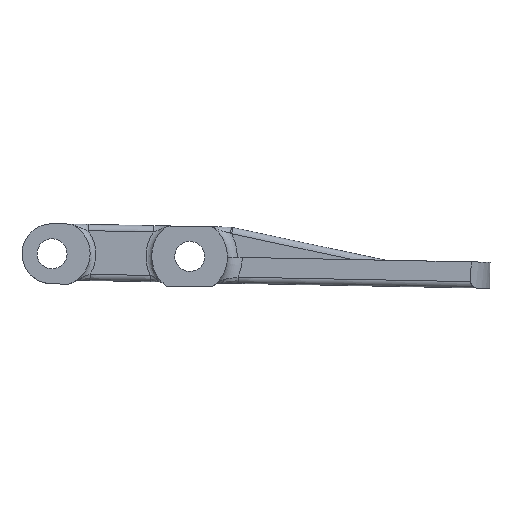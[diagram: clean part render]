
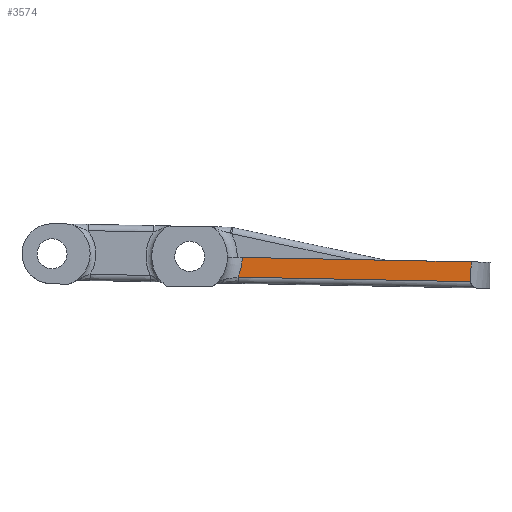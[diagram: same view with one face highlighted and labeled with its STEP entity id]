
A CAD part, left-side view. The second image highlights one B-rep face of the part: STEP entity #3574.
In plain terms, the highlighted planar face has unit normal (-1, 0, 0).
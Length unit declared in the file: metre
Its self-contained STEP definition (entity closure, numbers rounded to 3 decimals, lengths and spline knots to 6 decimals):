
#1772 = PLANE('',#1773);
#1773 = AXIS2_PLACEMENT_3D('',#1774,#1775,#1776);
#1774 = CARTESIAN_POINT('',(28.,-119.977684,37.385837));
#1775 = DIRECTION('',(0.,-0.019,1.));
#1776 = DIRECTION('',(-1.,0.,0.));
#2540 = TOROIDAL_SURFACE('',#2541,21.,6.);
#2541 = AXIS2_PLACEMENT_3D('',#2542,#2543,#2544);
#2542 = CARTESIAN_POINT('',(-26.,0.,39.7));
#2543 = DIRECTION('',(-1.,-0.,0.));
#2544 = DIRECTION('',(0.,-0.575,-0.818));
#3399 = VERTEX_POINT('',#3400);
#3400 = CARTESIAN_POINT('',(-20.,-20.996095,39.295021));
#3426 = EDGE_CURVE('',#3427,#3399,#3429,.T.);
#3427 = VERTEX_POINT('',#3428);
#3428 = CARTESIAN_POINT('',(-20.000001,-19.301455,
    31.426241));
#3429 = SURFACE_CURVE('',#3430,(#3435,#3442),.PCURVE_S1.);
#3430 = CIRCLE('',#3431,21.);
#3431 = AXIS2_PLACEMENT_3D('',#3432,#3433,#3434);
#3432 = CARTESIAN_POINT('',(-20.,0.,39.7));
#3433 = DIRECTION('',(-1.,-0.,0.));
#3434 = DIRECTION('',(0.,-0.919,-0.394));
#3435 = PCURVE('',#2540,#3436);
#3436 = DEFINITIONAL_REPRESENTATION('',(#3437),#3441);
#3437 = LINE('',#3438,#3439);
#3438 = CARTESIAN_POINT('',(-5.73,4.712));
#3439 = VECTOR('',#3440,1.);
#3440 = DIRECTION('',(1.,0.));
#3441 = ( GEOMETRIC_REPRESENTATION_CONTEXT(2) 
PARAMETRIC_REPRESENTATION_CONTEXT() REPRESENTATION_CONTEXT('2D SPACE',''
  ) );
#3442 = PCURVE('',#3443,#3448);
#3443 = PLANE('',#3444);
#3444 = AXIS2_PLACEMENT_3D('',#3445,#3446,#3447);
#3445 = CARTESIAN_POINT('',(-20.,0.,39.7));
#3446 = DIRECTION('',(-1.,0.,0.));
#3447 = DIRECTION('',(0.,0.,1.));
#3448 = DEFINITIONAL_REPRESENTATION('',(#3449),#3453);
#3449 = CIRCLE('',#3450,21.);
#3450 = AXIS2_PLACEMENT_2D('',#3451,#3452);
#3451 = CARTESIAN_POINT('',(0.,0.));
#3452 = DIRECTION('',(-0.394,-0.919));
#3453 = ( GEOMETRIC_REPRESENTATION_CONTEXT(2) 
PARAMETRIC_REPRESENTATION_CONTEXT() REPRESENTATION_CONTEXT('2D SPACE',''
  ) );
#3574 = ADVANCED_FACE('',(#3575),#3443,.T.);
#3575 = FACE_BOUND('',#3576,.T.);
#3576 = EDGE_LOOP('',(#3577,#3607,#3628,#3629));
#3577 = ORIENTED_EDGE('',*,*,#3578,.T.);
#3578 = EDGE_CURVE('',#3579,#3581,#3583,.T.);
#3579 = VERTEX_POINT('',#3580);
#3580 = CARTESIAN_POINT('',(-20.,-112.187435,29.634628));
#3581 = VERTEX_POINT('',#3582);
#3582 = CARTESIAN_POINT('',(-20.,-112.339784,37.533159));
#3583 = SURFACE_CURVE('',#3584,(#3588,#3595),.PCURVE_S1.);
#3584 = LINE('',#3585,#3586);
#3585 = CARTESIAN_POINT('',(-20.,-112.187435,29.634628));
#3586 = VECTOR('',#3587,1.);
#3587 = DIRECTION('',(0.,-0.019,1.));
#3588 = PCURVE('',#3443,#3589);
#3589 = DEFINITIONAL_REPRESENTATION('',(#3590),#3594);
#3590 = LINE('',#3591,#3592);
#3591 = CARTESIAN_POINT('',(-10.065,-112.187));
#3592 = VECTOR('',#3593,1.);
#3593 = DIRECTION('',(1.,-0.019));
#3594 = ( GEOMETRIC_REPRESENTATION_CONTEXT(2) 
PARAMETRIC_REPRESENTATION_CONTEXT() REPRESENTATION_CONTEXT('2D SPACE',''
  ) );
#3595 = PCURVE('',#3596,#3601);
#3596 = CYLINDRICAL_SURFACE('',#3597,30.);
#3597 = AXIS2_PLACEMENT_3D('',#3598,#3599,#3600);
#3598 = CARTESIAN_POINT('',(0.,-90.272533,52.961588));
#3599 = DIRECTION('',(0.,0.019,-1.));
#3600 = DIRECTION('',(-1.,0.,0.));
#3601 = DEFINITIONAL_REPRESENTATION('',(#3602),#3606);
#3602 = LINE('',#3603,#3604);
#3603 = CARTESIAN_POINT('',(5.442,22.9));
#3604 = VECTOR('',#3605,1.);
#3605 = DIRECTION('',(0.,-1.));
#3606 = ( GEOMETRIC_REPRESENTATION_CONTEXT(2) 
PARAMETRIC_REPRESENTATION_CONTEXT() REPRESENTATION_CONTEXT('2D SPACE',''
  ) );
#3607 = ORIENTED_EDGE('',*,*,#3608,.T.);
#3608 = EDGE_CURVE('',#3581,#3399,#3609,.T.);
#3609 = SURFACE_CURVE('',#3610,(#3614,#3621),.PCURVE_S1.);
#3610 = LINE('',#3611,#3612);
#3611 = CARTESIAN_POINT('',(-20.,-112.339784,37.533159));
#3612 = VECTOR('',#3613,1.);
#3613 = DIRECTION('',(0.,1.,0.019));
#3614 = PCURVE('',#3443,#3615);
#3615 = DEFINITIONAL_REPRESENTATION('',(#3616),#3620);
#3616 = LINE('',#3617,#3618);
#3617 = CARTESIAN_POINT('',(-2.167,-112.34));
#3618 = VECTOR('',#3619,1.);
#3619 = DIRECTION('',(0.019,1.));
#3620 = ( GEOMETRIC_REPRESENTATION_CONTEXT(2) 
PARAMETRIC_REPRESENTATION_CONTEXT() REPRESENTATION_CONTEXT('2D SPACE',''
  ) );
#3621 = PCURVE('',#1772,#3622);
#3622 = DEFINITIONAL_REPRESENTATION('',(#3623),#3627);
#3623 = LINE('',#3624,#3625);
#3624 = CARTESIAN_POINT('',(48.,-7.639));
#3625 = VECTOR('',#3626,1.);
#3626 = DIRECTION('',(0.,-1.));
#3627 = ( GEOMETRIC_REPRESENTATION_CONTEXT(2) 
PARAMETRIC_REPRESENTATION_CONTEXT() REPRESENTATION_CONTEXT('2D SPACE',''
  ) );
#3628 = ORIENTED_EDGE('',*,*,#3426,.F.);
#3629 = ORIENTED_EDGE('',*,*,#3630,.F.);
#3630 = EDGE_CURVE('',#3579,#3427,#3631,.T.);
#3631 = SURFACE_CURVE('',#3632,(#3636,#3643),.PCURVE_S1.);
#3632 = LINE('',#3633,#3634);
#3633 = CARTESIAN_POINT('',(-20.,-112.187435,29.634628));
#3634 = VECTOR('',#3635,1.);
#3635 = DIRECTION('',(0.,1.,
    0.019));
#3636 = PCURVE('',#3443,#3637);
#3637 = DEFINITIONAL_REPRESENTATION('',(#3638),#3642);
#3638 = LINE('',#3639,#3640);
#3639 = CARTESIAN_POINT('',(-10.065,-112.187));
#3640 = VECTOR('',#3641,1.);
#3641 = DIRECTION('',(0.019,1.));
#3642 = ( GEOMETRIC_REPRESENTATION_CONTEXT(2) 
PARAMETRIC_REPRESENTATION_CONTEXT() REPRESENTATION_CONTEXT('2D SPACE',''
  ) );
#3643 = PCURVE('',#3644,#3649);
#3644 = CYLINDRICAL_SURFACE('',#3645,2.5);
#3645 = AXIS2_PLACEMENT_3D('',#3646,#3647,#3648);
#3646 = CARTESIAN_POINT('',(-17.5,-120.087218,29.482255));
#3647 = DIRECTION('',(0.,-1.,-0.019));
#3648 = DIRECTION('',(0.,0.019,-1.));
#3649 = DEFINITIONAL_REPRESENTATION('',(#3650),#3654);
#3650 = LINE('',#3651,#3652);
#3651 = CARTESIAN_POINT('',(4.712,-7.901));
#3652 = VECTOR('',#3653,1.);
#3653 = DIRECTION('',(0.,-1.));
#3654 = ( GEOMETRIC_REPRESENTATION_CONTEXT(2) 
PARAMETRIC_REPRESENTATION_CONTEXT() REPRESENTATION_CONTEXT('2D SPACE',''
  ) );
